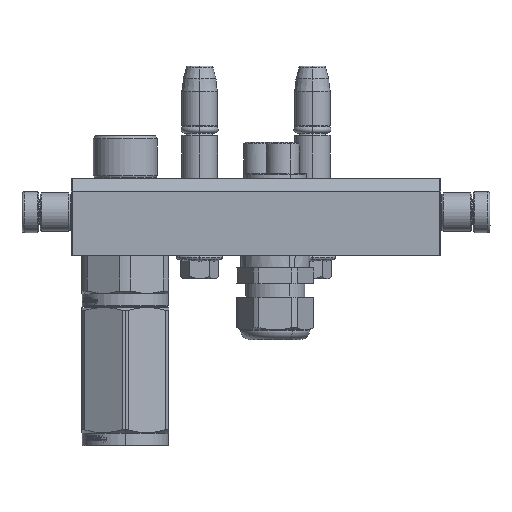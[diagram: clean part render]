
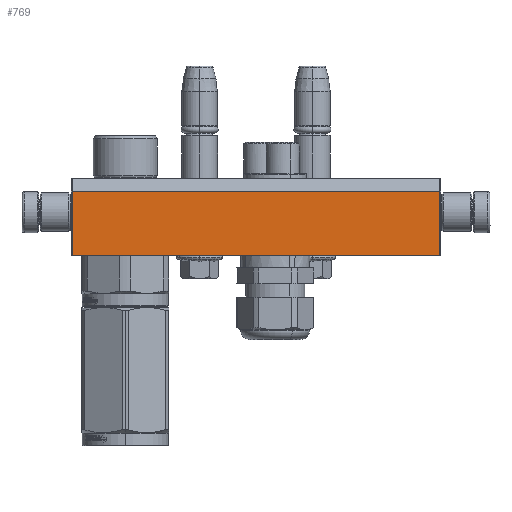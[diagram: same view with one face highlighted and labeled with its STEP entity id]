
A CAD part, left-side view. The second image highlights one B-rep face of the part: STEP entity #769.
In plain terms, the highlighted face is planar.
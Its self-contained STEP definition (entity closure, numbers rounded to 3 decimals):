
#240 = VECTOR ( 'NONE', #15449, 1000. ) ;
#265 = EDGE_CURVE ( 'NONE', #61137, #29096, #13283, .T. ) ;
#769 = ADVANCED_FACE ( 'NONE', ( #63235 ), #19873, .T. ) ;
#5519 = CARTESIAN_POINT ( 'NONE',  ( 143.5, 5., -90. ) ) ;
#5949 = AXIS2_PLACEMENT_3D ( 'NONE', #26461, #26190, #65862 ) ;
#8871 = LINE ( 'NONE', #45172, #41510 ) ;
#13283 = LINE ( 'NONE', #39910, #50099 ) ;
#15449 = DIRECTION ( 'NONE',  ( -1., 0., 0. ) ) ;
#17548 = LINE ( 'NONE', #47721, #240 ) ;
#17772 = EDGE_CURVE ( 'NONE', #61137, #72959, #17548, .T. ) ;
#18459 = DIRECTION ( 'NONE',  ( -1., 0., 0. ) ) ;
#19016 = CARTESIAN_POINT ( 'NONE',  ( 0.5, 30., -90. ) ) ;
#19873 = PLANE ( 'NONE',  #5949 ) ;
#26133 = VERTEX_POINT ( 'NONE', #19016 ) ;
#26190 = DIRECTION ( 'NONE',  ( 0., 0., -1. ) ) ;
#26398 = ORIENTED_EDGE ( 'NONE', *, *, #265, .F. ) ;
#26461 = CARTESIAN_POINT ( 'NONE',  ( 144., 0., -90. ) ) ;
#29096 = VERTEX_POINT ( 'NONE', #59467 ) ;
#30959 = ORIENTED_EDGE ( 'NONE', *, *, #45451, .F. ) ;
#32069 = VECTOR ( 'NONE', #18459, 1000. ) ;
#32822 = DIRECTION ( 'NONE',  ( 0., 1., 0. ) ) ;
#39910 = CARTESIAN_POINT ( 'NONE',  ( 143.5, 5., -90. ) ) ;
#41207 = LINE ( 'NONE', #70772, #32069 ) ;
#41486 = EDGE_CURVE ( 'NONE', #72959, #26133, #8871, .T. ) ;
#41510 = VECTOR ( 'NONE', #76965, 1000. ) ;
#45172 = CARTESIAN_POINT ( 'NONE',  ( 0.5, 5., -90. ) ) ;
#45451 = EDGE_CURVE ( 'NONE', #29096, #26133, #41207, .T. ) ;
#47721 = CARTESIAN_POINT ( 'NONE',  ( 143.5, 5., -90. ) ) ;
#48535 = ORIENTED_EDGE ( 'NONE', *, *, #41486, .T. ) ;
#50099 = VECTOR ( 'NONE', #32822, 1000. ) ;
#56657 = EDGE_LOOP ( 'NONE', ( #30959, #26398, #82839, #48535 ) ) ;
#59467 = CARTESIAN_POINT ( 'NONE',  ( 143.5, 30., -90. ) ) ;
#61137 = VERTEX_POINT ( 'NONE', #5519 ) ;
#63235 = FACE_OUTER_BOUND ( 'NONE', #56657, .T. ) ;
#65862 = DIRECTION ( 'NONE',  ( -1., 0., 0. ) ) ;
#70772 = CARTESIAN_POINT ( 'NONE',  ( 143.5, 30., -90. ) ) ;
#72959 = VERTEX_POINT ( 'NONE', #74828 ) ;
#74828 = CARTESIAN_POINT ( 'NONE',  ( 0.5, 5., -90. ) ) ;
#76965 = DIRECTION ( 'NONE',  ( 0., 1., 0. ) ) ;
#82839 = ORIENTED_EDGE ( 'NONE', *, *, #17772, .T. ) ;
